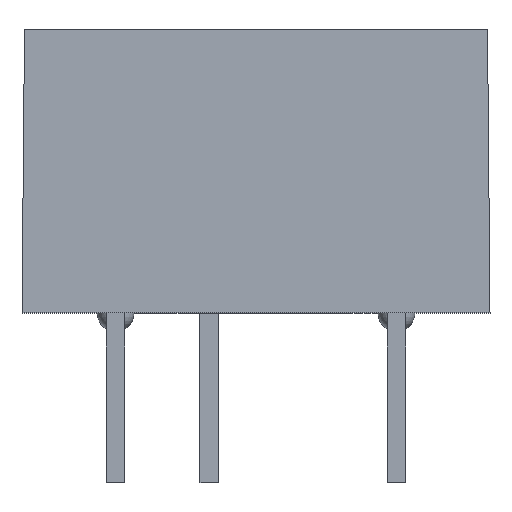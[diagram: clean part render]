
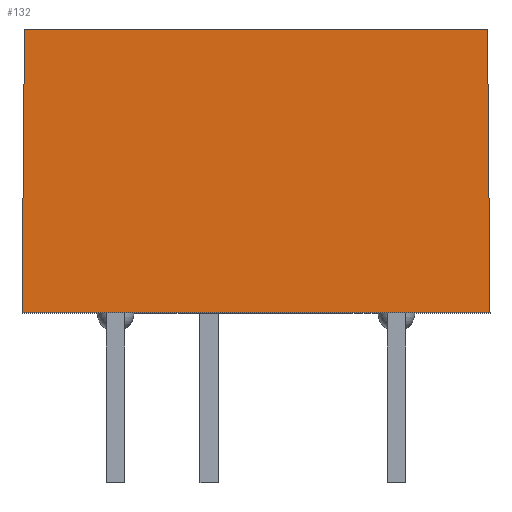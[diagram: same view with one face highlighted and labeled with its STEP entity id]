
A CAD part, top view. The second image highlights one B-rep face of the part: STEP entity #132.
In plain terms, the highlighted planar face has unit normal (0, 0.009, 1).
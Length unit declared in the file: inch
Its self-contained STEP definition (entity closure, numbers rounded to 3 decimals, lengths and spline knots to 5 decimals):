
#68 = EDGE_LOOP ( 'NONE', ( #1500, #667, #768, #820 ) ) ;
#102 = VERTEX_POINT ( 'NONE', #1269 ) ;
#132 = ADVANCED_FACE ( 'NONE', ( #1522 ), #381, .T. ) ;
#160 = VERTEX_POINT ( 'NONE', #189 ) ;
#189 = CARTESIAN_POINT ( 'NONE',  ( -0.24735, 0.30315, 0.19735 ) ) ;
#210 = DIRECTION ( 'NONE',  ( -1., 0., 0. ) ) ;
#235 = LINE ( 'NONE', #622, #633 ) ;
#270 = CARTESIAN_POINT ( 'NONE',  ( -0.299, 0., 0.2 ) ) ;
#301 = EDGE_CURVE ( 'NONE', #1076, #930, #568, .T. ) ;
#381 = PLANE ( 'NONE',  #454 ) ;
#402 = CARTESIAN_POINT ( 'NONE',  ( 0.24735, 0.30315, 0.19735 ) ) ;
#454 = AXIS2_PLACEMENT_3D ( 'NONE', #270, #1274, #791 ) ;
#481 = CARTESIAN_POINT ( 'NONE',  ( -0.24735, 0.30315, 0.19735 ) ) ;
#568 = LINE ( 'NONE', #708, #1511 ) ;
#601 = EDGE_CURVE ( 'NONE', #102, #160, #1272, .T. ) ;
#622 = CARTESIAN_POINT ( 'NONE',  ( 0.24735, 0.30315, 0.19735 ) ) ;
#633 = VECTOR ( 'NONE', #1255, 39.37008 ) ;
#667 = ORIENTED_EDGE ( 'NONE', *, *, #601, .T. ) ;
#708 = CARTESIAN_POINT ( 'NONE',  ( 0.25, 0., 0.2 ) ) ;
#768 = ORIENTED_EDGE ( 'NONE', *, *, #1073, .T. ) ;
#791 = DIRECTION ( 'NONE',  ( -1., 0., 0. ) ) ;
#820 = ORIENTED_EDGE ( 'NONE', *, *, #301, .F. ) ;
#826 = CARTESIAN_POINT ( 'NONE',  ( 0.25, 0., 0.2 ) ) ;
#930 = VERTEX_POINT ( 'NONE', #1320 ) ;
#1073 = EDGE_CURVE ( 'NONE', #160, #930, #1113, .T. ) ;
#1076 = VERTEX_POINT ( 'NONE', #826 ) ;
#1113 = LINE ( 'NONE', #481, #1206 ) ;
#1206 = VECTOR ( 'NONE', #1485, 39.37008 ) ;
#1255 = DIRECTION ( 'NONE',  ( 0.009, -1., 0.009 ) ) ;
#1269 = CARTESIAN_POINT ( 'NONE',  ( 0.24735, 0.30315, 0.19735 ) ) ;
#1272 = LINE ( 'NONE', #402, #1553 ) ;
#1274 = DIRECTION ( 'NONE',  ( 0., 0.009, 1. ) ) ;
#1320 = CARTESIAN_POINT ( 'NONE',  ( -0.25, 0., 0.2 ) ) ;
#1427 = DIRECTION ( 'NONE',  ( -1., 0., 0. ) ) ;
#1485 = DIRECTION ( 'NONE',  ( -0.009, -1., 0.009 ) ) ;
#1500 = ORIENTED_EDGE ( 'NONE', *, *, #1621, .F. ) ;
#1511 = VECTOR ( 'NONE', #210, 39.37008 ) ;
#1522 = FACE_OUTER_BOUND ( 'NONE', #68, .T. ) ;
#1553 = VECTOR ( 'NONE', #1427, 39.37008 ) ;
#1621 = EDGE_CURVE ( 'NONE', #102, #1076, #235, .T. ) ;
